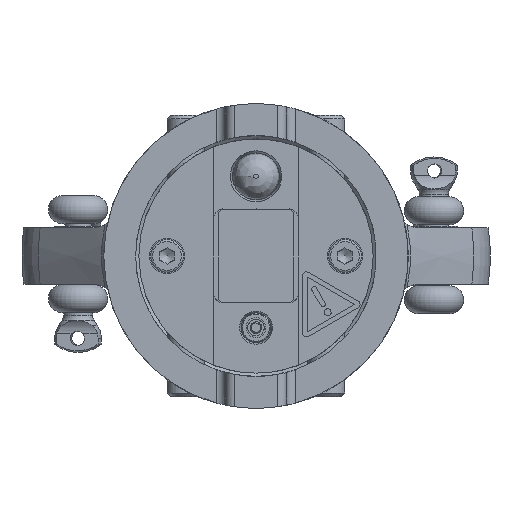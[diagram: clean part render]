
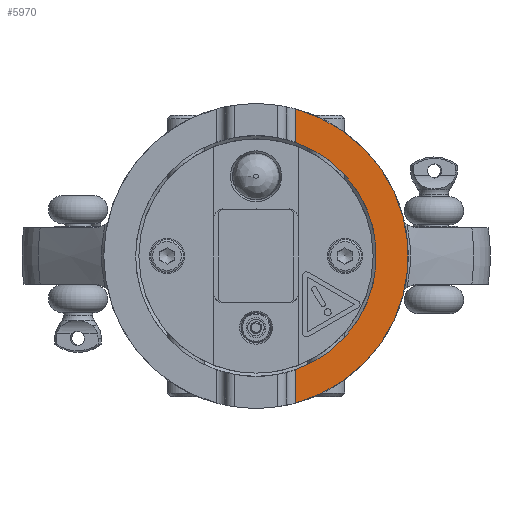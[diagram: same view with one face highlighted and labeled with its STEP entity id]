
A CAD part, left-side view. The second image highlights one B-rep face of the part: STEP entity #5970.
In plain terms, the highlighted planar face has unit normal (-1, 0, 0).
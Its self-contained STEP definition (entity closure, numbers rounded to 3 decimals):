
#184=PLANE('',#6535);
#335=LINE('',#9655,#670);
#337=LINE('',#9660,#672);
#670=VECTOR('',#7369,10.);
#672=VECTOR('',#7375,10.);
#1152=FACE_OUTER_BOUND('',#1499,.T.);
#1499=EDGE_LOOP('',(#4079,#4080,#4081,#4082));
#2102=CIRCLE('',#6525,32.5);
#2106=CIRCLE('',#6536,25.7);
#2434=VERTEX_POINT('',#9313);
#2435=VERTEX_POINT('',#9324);
#2460=VERTEX_POINT('',#9644);
#2461=VERTEX_POINT('',#9658);
#3060=EDGE_CURVE('',#2434,#2435,#2102,.T.);
#3091=EDGE_CURVE('',#2460,#2434,#335,.T.);
#3093=EDGE_CURVE('',#2461,#2460,#2106,.T.);
#3094=EDGE_CURVE('',#2435,#2461,#337,.T.);
#4079=ORIENTED_EDGE('',*,*,#3091,.F.);
#4080=ORIENTED_EDGE('',*,*,#3093,.F.);
#4081=ORIENTED_EDGE('',*,*,#3094,.F.);
#4082=ORIENTED_EDGE('',*,*,#3060,.F.);
#5970=ADVANCED_FACE('',(#1152),#184,.F.);
#6525=AXIS2_PLACEMENT_3D('',#9325,#7341,#7342);
#6535=AXIS2_PLACEMENT_3D('',#9657,#7371,#7372);
#6536=AXIS2_PLACEMENT_3D('',#9659,#7373,#7374);
#7341=DIRECTION('center_axis',(1.,0.,0.));
#7342=DIRECTION('ref_axis',(0.,-1.,0.));
#7369=DIRECTION('',(0.,0.,1.));
#7371=DIRECTION('center_axis',(1.,0.,0.));
#7372=DIRECTION('ref_axis',(0.,1.,0.));
#7373=DIRECTION('center_axis',(-1.,0.,0.));
#7374=DIRECTION('ref_axis',(0.,-1.,0.));
#7375=DIRECTION('',(0.,0.,1.));
#9313=CARTESIAN_POINT('',(-90.3,-8.5,31.369));
#9324=CARTESIAN_POINT('',(-90.3,-8.5,-31.369));
#9325=CARTESIAN_POINT('Origin',(-90.3,0.,
0.));
#9644=CARTESIAN_POINT('',(-90.3,-8.5,24.254));
#9655=CARTESIAN_POINT('',(-90.3,-8.5,-32.5));
#9657=CARTESIAN_POINT('Origin',(-90.3,-50.,-32.5));
#9658=CARTESIAN_POINT('',(-90.3,-8.5,-24.254));
#9659=CARTESIAN_POINT('Origin',(-90.3,0.,
0.));
#9660=CARTESIAN_POINT('',(-90.3,-8.5,-32.5));
